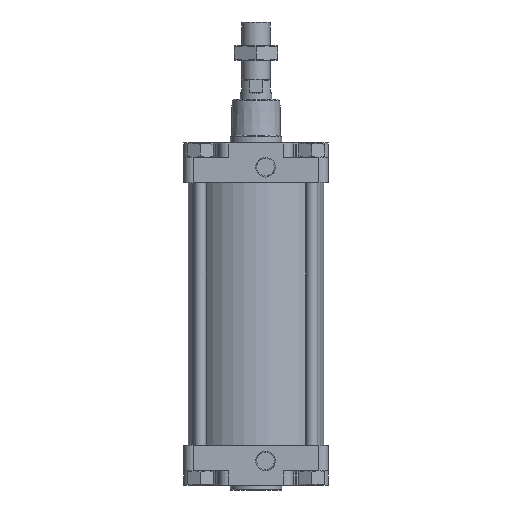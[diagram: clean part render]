
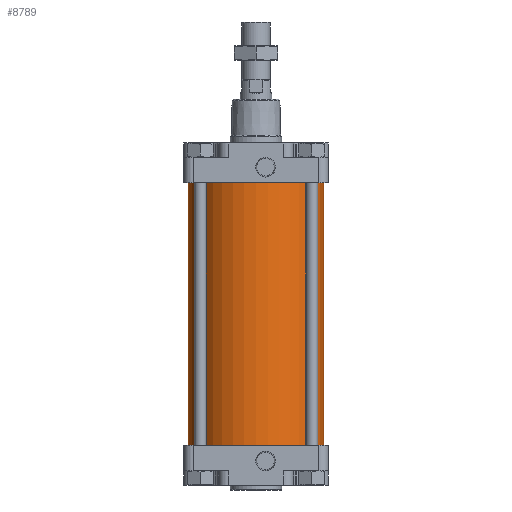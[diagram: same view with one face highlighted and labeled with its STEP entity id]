
A CAD part, front view. The second image highlights one B-rep face of the part: STEP entity #8789.
In plain terms, the highlighted cylindrical face has radius 85 mm (diameter 170 mm), a full revolution.
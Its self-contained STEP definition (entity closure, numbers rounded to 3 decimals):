
#405=CYLINDRICAL_SURFACE('',#9351,85.);
#629=CIRCLE('',#9350,85.);
#630=CIRCLE('',#9352,85.);
#1199=ORIENTED_EDGE('',*,*,#3015,.F.);
#1200=ORIENTED_EDGE('',*,*,#3014,.T.);
#3014=EDGE_CURVE('',#3877,#3877,#629,.F.);
#3015=EDGE_CURVE('',#3878,#3878,#630,.T.);
#3877=VERTEX_POINT('',#12728);
#3878=VERTEX_POINT('',#12731);
#4994=EDGE_LOOP('',(#1199));
#4995=EDGE_LOOP('',(#1200));
#5510=FACE_BOUND('',#4994,.T.);
#5511=FACE_BOUND('',#4995,.T.);
#8789=ADVANCED_FACE('',(#5510,#5511),#405,.T.);
#9350=AXIS2_PLACEMENT_3D('',#12727,#10425,#10426);
#9351=AXIS2_PLACEMENT_3D('',#12729,#10427,#10428);
#9352=AXIS2_PLACEMENT_3D('',#12730,#10429,#10430);
#10425=DIRECTION('',(0.,0.,1.));
#10426=DIRECTION('',(1.,0.,0.));
#10427=DIRECTION('',(0.,0.,-1.));
#10428=DIRECTION('',(-1.,0.,0.));
#10429=DIRECTION('',(0.,0.,-1.));
#10430=DIRECTION('',(-1.,0.,0.));
#12727=CARTESIAN_POINT('',(0.,0.,-50.));
#12728=CARTESIAN_POINT('',(85.,0.,-50.));
#12729=CARTESIAN_POINT('',(0.,0.,-380.));
#12730=CARTESIAN_POINT('',(0.,0.,-380.));
#12731=CARTESIAN_POINT('',(-85.,0.,-380.));
